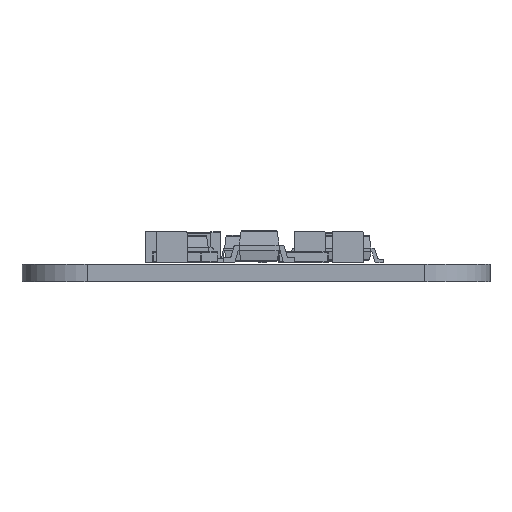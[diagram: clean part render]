
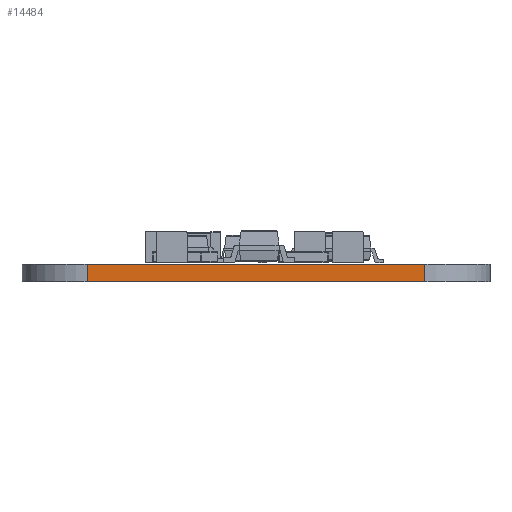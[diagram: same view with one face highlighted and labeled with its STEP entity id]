
A CAD part, front view. The second image highlights one B-rep face of the part: STEP entity #14484.
In plain terms, the highlighted planar face has unit normal (0, -1, 0).
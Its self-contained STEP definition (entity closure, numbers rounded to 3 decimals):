
#13808 = VERTEX_POINT('',#13809);
#13809 = CARTESIAN_POINT('',(0.836,-30.554,0.));
#13816 = EDGE_CURVE('',#13817,#13808,#13819,.T.);
#13817 = VERTEX_POINT('',#13818);
#13818 = CARTESIAN_POINT('',(14.404,-30.554,0.));
#13819 = LINE('',#13820,#13821);
#13820 = CARTESIAN_POINT('',(14.404,-30.554,0.));
#13821 = VECTOR('',#13822,1.);
#13822 = DIRECTION('',(-1.,0.,0.));
#14141 = VERTEX_POINT('',#14142);
#14142 = CARTESIAN_POINT('',(0.836,-30.554,0.7));
#14149 = EDGE_CURVE('',#14150,#14141,#14152,.T.);
#14150 = VERTEX_POINT('',#14151);
#14151 = CARTESIAN_POINT('',(14.404,-30.554,0.7));
#14152 = LINE('',#14153,#14154);
#14153 = CARTESIAN_POINT('',(14.404,-30.554,0.7));
#14154 = VECTOR('',#14155,1.);
#14155 = DIRECTION('',(-1.,0.,0.));
#14456 = EDGE_CURVE('',#13817,#14150,#14457,.T.);
#14457 = LINE('',#14458,#14459);
#14458 = CARTESIAN_POINT('',(14.404,-30.554,0.));
#14459 = VECTOR('',#14460,1.);
#14460 = DIRECTION('',(0.,0.,1.));
#14484 = ADVANCED_FACE('',(#14485),#14496,.T.);
#14485 = FACE_BOUND('',#14486,.T.);
#14486 = EDGE_LOOP('',(#14487,#14488,#14489,#14495));
#14487 = ORIENTED_EDGE('',*,*,#14456,.T.);
#14488 = ORIENTED_EDGE('',*,*,#14149,.T.);
#14489 = ORIENTED_EDGE('',*,*,#14490,.F.);
#14490 = EDGE_CURVE('',#13808,#14141,#14491,.T.);
#14491 = LINE('',#14492,#14493);
#14492 = CARTESIAN_POINT('',(0.836,-30.554,0.));
#14493 = VECTOR('',#14494,1.);
#14494 = DIRECTION('',(0.,0.,1.));
#14495 = ORIENTED_EDGE('',*,*,#13816,.F.);
#14496 = PLANE('',#14497);
#14497 = AXIS2_PLACEMENT_3D('',#14498,#14499,#14500);
#14498 = CARTESIAN_POINT('',(14.404,-30.554,0.));
#14499 = DIRECTION('',(0.,-1.,0.));
#14500 = DIRECTION('',(-1.,0.,0.));
